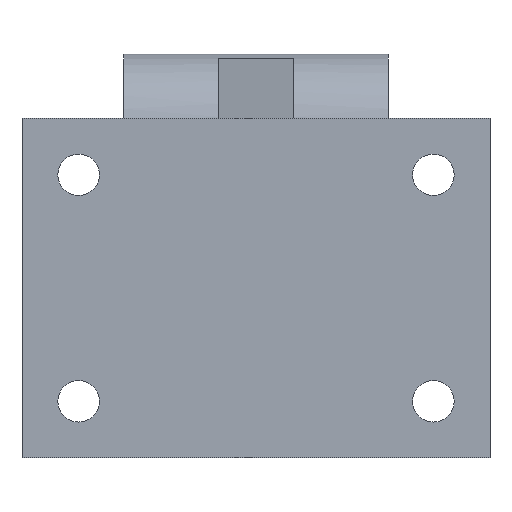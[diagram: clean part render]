
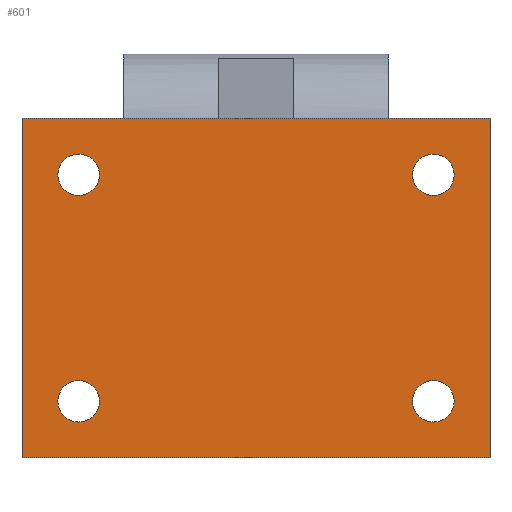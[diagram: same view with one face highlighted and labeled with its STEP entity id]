
A CAD part, front view. The second image highlights one B-rep face of the part: STEP entity #601.
In plain terms, the highlighted planar face has unit normal (0, -1, 0).
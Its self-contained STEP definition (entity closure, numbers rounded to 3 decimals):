
#28=PLANE('',#661);
#57=LINE('',#967,#91);
#59=LINE('',#979,#93);
#60=LINE('',#981,#94);
#61=LINE('',#983,#95);
#91=VECTOR('',#765,1000.);
#93=VECTOR('',#777,1000.);
#94=VECTOR('',#778,1000.);
#95=VECTOR('',#779,1000.);
#136=ORIENTED_EDGE('',*,*,#281,.T.);
#137=ORIENTED_EDGE('',*,*,#282,.T.);
#138=ORIENTED_EDGE('',*,*,#283,.T.);
#139=ORIENTED_EDGE('',*,*,#284,.T.);
#140=ORIENTED_EDGE('',*,*,#285,.T.);
#141=ORIENTED_EDGE('',*,*,#286,.F.);
#142=ORIENTED_EDGE('',*,*,#287,.F.);
#143=ORIENTED_EDGE('',*,*,#279,.T.);
#279=EDGE_CURVE('',#351,#350,#57,.T.);
#281=EDGE_CURVE('',#352,#352,#400,.T.);
#282=EDGE_CURVE('',#353,#353,#401,.T.);
#283=EDGE_CURVE('',#354,#354,#402,.T.);
#284=EDGE_CURVE('',#355,#355,#403,.T.);
#285=EDGE_CURVE('',#350,#356,#59,.T.);
#286=EDGE_CURVE('',#357,#356,#60,.T.);
#287=EDGE_CURVE('',#351,#357,#61,.T.);
#350=VERTEX_POINT('',#966);
#351=VERTEX_POINT('',#968);
#352=VERTEX_POINT('',#972);
#353=VERTEX_POINT('',#974);
#354=VERTEX_POINT('',#976);
#355=VERTEX_POINT('',#978);
#356=VERTEX_POINT('',#980);
#357=VERTEX_POINT('',#982);
#400=CIRCLE('',#662,5.5);
#401=CIRCLE('',#663,5.5);
#402=CIRCLE('',#664,5.5);
#403=CIRCLE('',#665,5.5);
#440=EDGE_LOOP('',(#136));
#441=EDGE_LOOP('',(#137));
#442=EDGE_LOOP('',(#138));
#443=EDGE_LOOP('',(#139));
#444=EDGE_LOOP('',(#140,#141,#142,#143));
#514=FACE_BOUND('',#440,.T.);
#515=FACE_BOUND('',#441,.T.);
#516=FACE_BOUND('',#442,.T.);
#517=FACE_BOUND('',#443,.T.);
#518=FACE_BOUND('',#444,.T.);
#601=ADVANCED_FACE('',(#514,#515,#516,#517,#518),#28,.F.);
#661=AXIS2_PLACEMENT_3D('',#970,#767,#768);
#662=AXIS2_PLACEMENT_3D('',#971,#769,#770);
#663=AXIS2_PLACEMENT_3D('',#973,#771,#772);
#664=AXIS2_PLACEMENT_3D('',#975,#773,#774);
#665=AXIS2_PLACEMENT_3D('',#977,#775,#776);
#765=DIRECTION('',(-1.,0.,0.));
#767=DIRECTION('',(0.,1.,0.));
#768=DIRECTION('',(0.,0.,1.));
#769=DIRECTION('',(0.,1.,0.));
#770=DIRECTION('',(0.,0.,1.));
#771=DIRECTION('',(0.,1.,0.));
#772=DIRECTION('',(0.,0.,1.));
#773=DIRECTION('',(0.,1.,0.));
#774=DIRECTION('',(0.,0.,1.));
#775=DIRECTION('',(0.,1.,0.));
#776=DIRECTION('',(0.,0.,1.));
#777=DIRECTION('',(0.,0.,-1.));
#778=DIRECTION('',(-1.,0.,0.));
#779=DIRECTION('',(0.,0.,-1.));
#966=CARTESIAN_POINT('',(-62.,0.,45.));
#967=CARTESIAN_POINT('',(62.,0.,45.));
#968=CARTESIAN_POINT('',(62.,0.,45.));
#970=CARTESIAN_POINT('',(62.,0.,45.));
#971=CARTESIAN_POINT('',(47.,0.,-30.));
#972=CARTESIAN_POINT('',(47.,0.,-24.5));
#973=CARTESIAN_POINT('',(47.,0.,30.));
#974=CARTESIAN_POINT('',(47.,0.,35.5));
#975=CARTESIAN_POINT('',(-47.,0.,-30.));
#976=CARTESIAN_POINT('',(-47.,0.,-24.5));
#977=CARTESIAN_POINT('',(-47.,0.,30.));
#978=CARTESIAN_POINT('',(-47.,0.,35.5));
#979=CARTESIAN_POINT('',(-62.,0.,45.));
#980=CARTESIAN_POINT('',(-62.,0.,-45.));
#981=CARTESIAN_POINT('',(62.,0.,-45.));
#982=CARTESIAN_POINT('',(62.,0.,-45.));
#983=CARTESIAN_POINT('',(62.,0.,45.));
